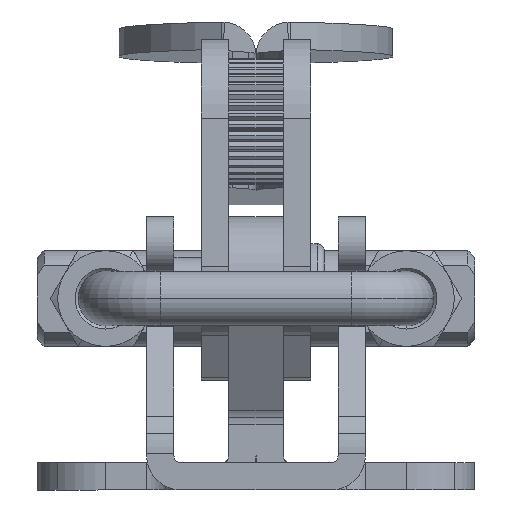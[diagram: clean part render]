
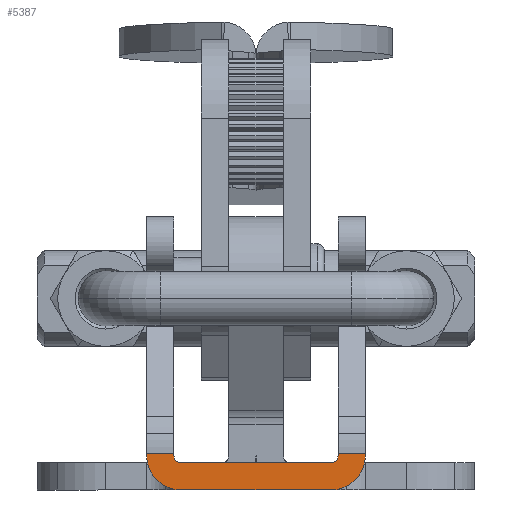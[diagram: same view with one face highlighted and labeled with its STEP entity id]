
A CAD part, left-side view. The second image highlights one B-rep face of the part: STEP entity #5387.
In plain terms, the highlighted planar face has unit normal (-1, 0, 0).
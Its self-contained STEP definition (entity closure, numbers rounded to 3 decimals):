
#5262=CARTESIAN_POINT('',(-102.202,5.236,2.666));
#5263=VERTEX_POINT('',#5262);
#5271=CARTESIAN_POINT('',(-102.202,3.236,2.666));
#5272=VERTEX_POINT('',#5271);
#5273=CARTESIAN_POINT('',(-102.202,5.236,2.666));
#5274=DIRECTION('',(0.0,-1.0,0.0));
#5275=VECTOR('',#5274,2.);
#5276=LINE('',#5273,#5275);
#5277=EDGE_CURVE('',#5263,#5272,#5276,.T.);
#5289=CARTESIAN_POINT('',(-102.202,5.236,2.002));
#5290=DIRECTION('',(-1.0,0.0,0.0));
#5291=DIRECTION('',(0.0,0.0,1.0));
#5292=AXIS2_PLACEMENT_3D('',#5289,#5290,#5291);
#5293=PLANE('',#5292);
#5294=ORIENTED_EDGE('',*,*,#5277,.F.);
#5295=CARTESIAN_POINT('',(-102.202,5.236,2.502));
#5296=VERTEX_POINT('',#5295);
#5297=CARTESIAN_POINT('',(-102.202,5.236,2.502));
#5298=DIRECTION('',(0.0,0.0,1.0));
#5299=VECTOR('',#5298,0.164);
#5300=LINE('',#5297,#5299);
#5301=EDGE_CURVE('',#5296,#5263,#5300,.T.);
#5302=ORIENTED_EDGE('',*,*,#5301,.F.);
#5303=CARTESIAN_POINT('',(-102.202,5.736,2.002));
#5304=VERTEX_POINT('',#5303);
#5305=CARTESIAN_POINT('',(-102.202,5.736,2.502));
#5306=DIRECTION('',(-1.0,0.0,0.0));
#5307=DIRECTION('',(0.0,0.0,-1.0));
#5308=AXIS2_PLACEMENT_3D('',#5305,#5306,#5307);
#5309=CIRCLE('',#5308,0.5);
#5310=EDGE_CURVE('',#5304,#5296,#5309,.T.);
#5311=ORIENTED_EDGE('',*,*,#5310,.F.);
#5312=CARTESIAN_POINT('',(-102.202,16.736,2.002));
#5313=VERTEX_POINT('',#5312);
#5314=CARTESIAN_POINT('',(-102.202,5.736,2.002));
#5315=DIRECTION('',(0.0,1.0,0.0));
#5316=VECTOR('',#5315,11.0);
#5317=LINE('',#5314,#5316);
#5318=EDGE_CURVE('',#5304,#5313,#5317,.T.);
#5319=ORIENTED_EDGE('',*,*,#5318,.T.);
#5320=CARTESIAN_POINT('',(-102.202,17.236,2.502));
#5321=VERTEX_POINT('',#5320);
#5322=CARTESIAN_POINT('',(-102.202,16.736,2.502));
#5323=DIRECTION('',(1.0,0.0,0.0));
#5324=DIRECTION('',(0.0,0.0,-1.0));
#5325=AXIS2_PLACEMENT_3D('',#5322,#5323,#5324);
#5326=CIRCLE('',#5325,0.5);
#5327=EDGE_CURVE('',#5313,#5321,#5326,.T.);
#5328=ORIENTED_EDGE('',*,*,#5327,.T.);
#5329=CARTESIAN_POINT('',(-102.202,17.236,2.666));
#5330=VERTEX_POINT('',#5329);
#5331=CARTESIAN_POINT('',(-102.202,17.236,2.666));
#5332=DIRECTION('',(0.0,0.0,-1.0));
#5333=VECTOR('',#5332,0.164);
#5334=LINE('',#5331,#5333);
#5335=EDGE_CURVE('',#5330,#5321,#5334,.T.);
#5336=ORIENTED_EDGE('',*,*,#5335,.F.);
#5337=CARTESIAN_POINT('',(-102.202,19.236,2.666));
#5338=VERTEX_POINT('',#5337);
#5339=CARTESIAN_POINT('',(-102.202,19.236,2.666));
#5340=DIRECTION('',(0.0,-1.0,0.0));
#5341=VECTOR('',#5340,2.0);
#5342=LINE('',#5339,#5341);
#5343=EDGE_CURVE('',#5338,#5330,#5342,.T.);
#5344=ORIENTED_EDGE('',*,*,#5343,.F.);
#5345=CARTESIAN_POINT('',(-102.202,19.236,2.502));
#5346=VERTEX_POINT('',#5345);
#5347=CARTESIAN_POINT('',(-102.202,19.236,2.666));
#5348=DIRECTION('',(0.0,0.0,-1.0));
#5349=VECTOR('',#5348,0.164);
#5350=LINE('',#5347,#5349);
#5351=EDGE_CURVE('',#5338,#5346,#5350,.T.);
#5352=ORIENTED_EDGE('',*,*,#5351,.T.);
#5353=CARTESIAN_POINT('',(-102.202,16.736,0.002));
#5354=VERTEX_POINT('',#5353);
#5355=CARTESIAN_POINT('',(-102.202,16.736,2.502));
#5356=DIRECTION('',(1.0,0.0,0.0));
#5357=DIRECTION('',(0.0,0.0,-1.0));
#5358=AXIS2_PLACEMENT_3D('',#5355,#5356,#5357);
#5359=CIRCLE('',#5358,2.5);
#5360=EDGE_CURVE('',#5354,#5346,#5359,.T.);
#5361=ORIENTED_EDGE('',*,*,#5360,.F.);
#5362=CARTESIAN_POINT('',(-102.202,5.736,0.002));
#5363=VERTEX_POINT('',#5362);
#5364=CARTESIAN_POINT('',(-102.202,16.736,0.002));
#5365=DIRECTION('',(0.0,-1.0,0.0));
#5366=VECTOR('',#5365,11.0);
#5367=LINE('',#5364,#5366);
#5368=EDGE_CURVE('',#5354,#5363,#5367,.T.);
#5369=ORIENTED_EDGE('',*,*,#5368,.T.);
#5370=CARTESIAN_POINT('',(-102.202,3.236,2.502));
#5371=VERTEX_POINT('',#5370);
#5372=CARTESIAN_POINT('',(-102.202,5.736,2.502));
#5373=DIRECTION('',(-1.0,0.0,0.0));
#5374=DIRECTION('',(0.0,0.0,-1.0));
#5375=AXIS2_PLACEMENT_3D('',#5372,#5373,#5374);
#5376=CIRCLE('',#5375,2.5);
#5377=EDGE_CURVE('',#5363,#5371,#5376,.T.);
#5378=ORIENTED_EDGE('',*,*,#5377,.T.);
#5379=CARTESIAN_POINT('',(-102.202,3.236,2.502));
#5380=DIRECTION('',(0.0,0.0,1.0));
#5381=VECTOR('',#5380,0.164);
#5382=LINE('',#5379,#5381);
#5383=EDGE_CURVE('',#5371,#5272,#5382,.T.);
#5384=ORIENTED_EDGE('',*,*,#5383,.T.);
#5385=EDGE_LOOP('',(#5294,#5302,#5311,#5319,#5328,#5336,#5344,#5352,#5361,#5369,#5378,#5384));
#5386=FACE_OUTER_BOUND('',#5385,.T.);
#5387=ADVANCED_FACE('',(#5386),#5293,.T.);
